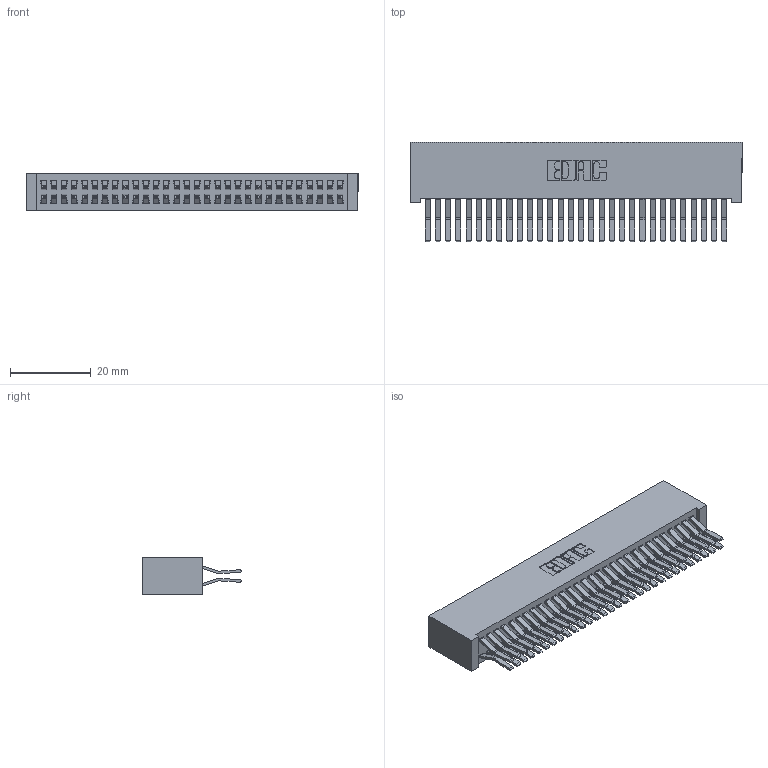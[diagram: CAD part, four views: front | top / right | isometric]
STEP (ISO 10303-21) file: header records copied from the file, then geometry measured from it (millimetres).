
FILE_DESCRIPTION (( 'STEP AP203' ), '1' );
FILE_NAME ('342-060-560-201.STEP', '2019-10-03T13:38:36', ( '' ), ( '' ), 'SwSTEP 2.0', 'SolidWorks 2016', '' );
FILE_SCHEMA (( 'CONFIG_CONTROL_DESIGN' ));
Length unit declared in the file: inch
Products named in the file (3): 342 Part_Lugless; 345-292-001_560 Tail; 342-060-560-201
Assembly tree (61 placements, depth 2):
  342-060-560-201
    342 Part_Lugless
    345-292-001_560 Tail  x60
Bounding box: 82.45 x 24.78 x 9.4 mm (x, y, z)
Volume: 8184.6 mm3; surface area: 14417.6 mm2
Topology: 61 solids, 61 shells, 3342 faces, 9935 edges, 6542 vertices
Faces by surface type: plane 2222, cylinder 1120
Entity records: 20531 total; most frequent: CARTESIAN_POINT 3414, ORIENTED_EDGE 3350, DIRECTION 2935, EDGE_CURVE 1675, LINE 1551, VECTOR 1551, VERTEX_POINT 1114, AXIS2_PLACEMENT_3D 692
